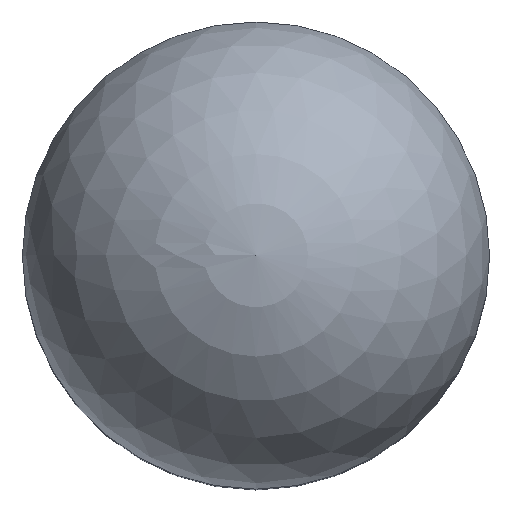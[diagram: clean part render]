
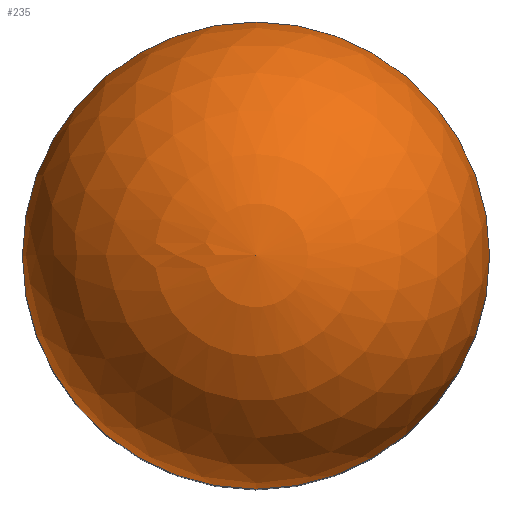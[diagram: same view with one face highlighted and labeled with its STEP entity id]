
A CAD part, top view. The second image highlights one B-rep face of the part: STEP entity #235.
In plain terms, the highlighted spherical face has radius 2.375 mm.
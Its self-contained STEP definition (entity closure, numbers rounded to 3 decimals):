
#93=FACE_OUTER_BOUND('',#108,.T.);
#108=EDGE_LOOP('',(#176,#177,#178,#179));
#123=CIRCLE('',#279,2.375);
#124=CIRCLE('',#280,2.375);
#125=CIRCLE('',#281,2.375);
#127=VERTEX_POINT('',#376);
#128=VERTEX_POINT('',#377);
#129=VERTEX_POINT('',#379);
#147=EDGE_CURVE('',#127,#128,#123,.T.);
#148=EDGE_CURVE('',#129,#127,#124,.T.);
#149=EDGE_CURVE('',#128,#127,#125,.T.);
#176=ORIENTED_EDGE('',*,*,#147,.F.);
#177=ORIENTED_EDGE('',*,*,#148,.F.);
#178=ORIENTED_EDGE('',*,*,#148,.T.);
#179=ORIENTED_EDGE('',*,*,#149,.F.);
#234=SPHERICAL_SURFACE('',#278,2.375);
#235=ADVANCED_FACE('',(#93),#234,.T.);
#278=AXIS2_PLACEMENT_3D('',#375,#304,#305);
#279=AXIS2_PLACEMENT_3D('',#378,#306,#307);
#280=AXIS2_PLACEMENT_3D('',#380,#308,#309);
#281=AXIS2_PLACEMENT_3D('',#381,#310,#311);
#304=DIRECTION('center_axis',(0.,0.,1.));
#305=DIRECTION('ref_axis',(1.,0.,0.));
#306=DIRECTION('center_axis',(0.,0.,-1.));
#307=DIRECTION('ref_axis',(1.,0.,0.));
#308=DIRECTION('center_axis',(0.,-1.,0.));
#309=DIRECTION('ref_axis',(-1.,0.,0.));
#310=DIRECTION('center_axis',(0.,0.,-1.));
#311=DIRECTION('ref_axis',(1.,0.,0.));
#375=CARTESIAN_POINT('Origin',(0.,0.,4.825));
#376=CARTESIAN_POINT('',(-2.375,0.,4.825));
#377=CARTESIAN_POINT('',(0.,-2.375,4.825));
#378=CARTESIAN_POINT('Origin',(0.,0.,4.825));
#379=CARTESIAN_POINT('',(0.,0.,7.2));
#380=CARTESIAN_POINT('Origin',(0.,0.,4.825));
#381=CARTESIAN_POINT('Origin',(0.,0.,4.825));
